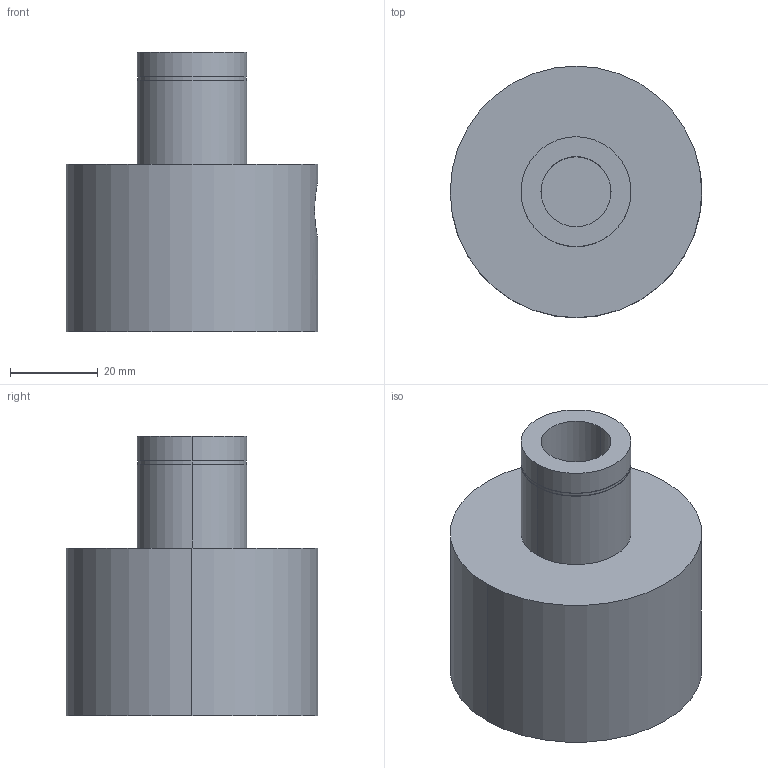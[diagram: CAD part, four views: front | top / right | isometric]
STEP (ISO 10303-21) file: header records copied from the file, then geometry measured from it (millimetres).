
FILE_DESCRIPTION (( 'STEP AP214' ), '1' );
FILE_NAME ('38612.STEP', '2018-09-28T17:04:28', ( 'Mike W' ), ( '' ), 'SwSTEP 2.0', 'SolidWorks 2017', '' );
FILE_SCHEMA (( 'AUTOMOTIVE_DESIGN' ));
Length unit declared in the file: inch
Products named in the file (5): 34012_34012; 346001_386001_M10-M12; 31208_31208; 345501_345501; 38612
Assembly tree (4 placements, depth 2):
  38612
    346001_386001_M10-M12
    34012_34012
    345501_345501
    31208_31208
Bounding box: 57.21 x 57.21 x 63.5 mm (x, y, z)
Volume: 103590.2 mm3; surface area: 21943.2 mm2
Topology: 4 solids, 4 shells, 103 faces, 245 edges, 155 vertices
Faces by surface type: cylinder 51, plane 35, cone 15, sphere 2
Entity records: 3655 total; most frequent: CARTESIAN_POINT 763, DIRECTION 567, ORIENTED_EDGE 490, EDGE_CURVE 245, AXIS2_PLACEMENT_3D 226, VERTEX_POINT 155, CIRCLE 116, EDGE_LOOP 116
